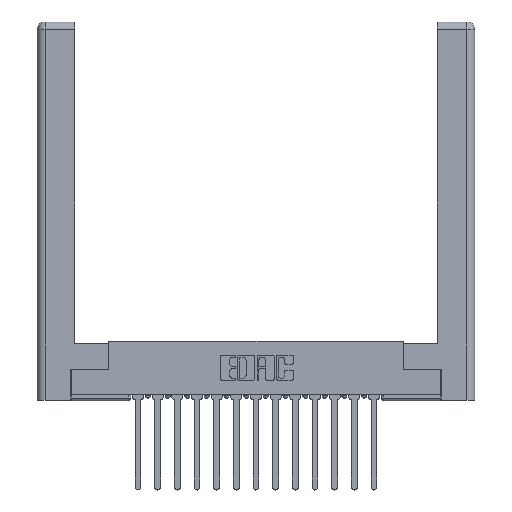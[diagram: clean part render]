
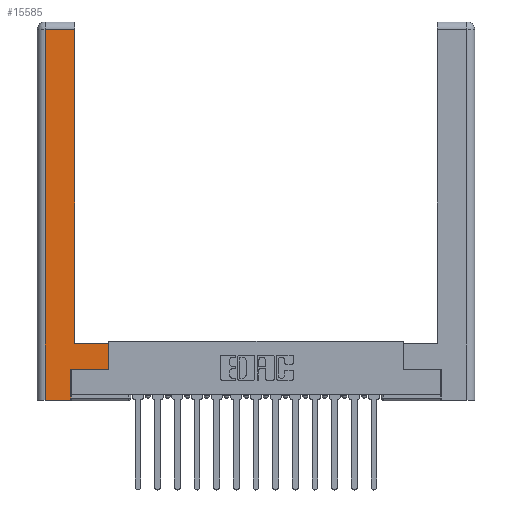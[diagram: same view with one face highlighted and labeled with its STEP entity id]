
A CAD part, top view. The second image highlights one B-rep face of the part: STEP entity #15585.
In plain terms, the highlighted planar face has unit normal (0, 0, 1).
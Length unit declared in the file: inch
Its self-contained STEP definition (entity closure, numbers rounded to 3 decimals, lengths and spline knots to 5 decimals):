
#37 = CARTESIAN_POINT ( 'NONE',  ( 0.295, 2.94, 0. ) ) ;
#38 = CARTESIAN_POINT ( 'NONE',  ( 0.565, 0.245, 0. ) ) ;
#153 = CARTESIAN_POINT ( 'NONE',  ( 0.0615, 2.94, 0. ) ) ;
#1148 = VECTOR ( 'NONE', #5672, 39.37008 ) ;
#1442 = EDGE_CURVE ( 'NONE', #6883, #15292, #12984, .T. ) ;
#1709 = DIRECTION ( 'NONE',  ( 0., 0., -1. ) ) ;
#1911 = CARTESIAN_POINT ( 'NONE',  ( 0.0615, 0., 0. ) ) ;
#2047 = DIRECTION ( 'NONE',  ( 1., 0., 0. ) ) ;
#2057 = CARTESIAN_POINT ( 'NONE',  ( 0.0615, 0., 0. ) ) ;
#2174 = CARTESIAN_POINT ( 'NONE',  ( 0.265, 0., 0. ) ) ;
#2977 = DIRECTION ( 'NONE',  ( -1., 0., 0. ) ) ;
#3823 = DIRECTION ( 'NONE',  ( 0., 1., 0. ) ) ;
#3889 = VERTEX_POINT ( 'NONE', #11202 ) ;
#3968 = VERTEX_POINT ( 'NONE', #153 ) ;
#4097 = LINE ( 'NONE', #1911, #4734 ) ;
#4421 = CARTESIAN_POINT ( 'NONE',  ( 0., 0., 0. ) ) ;
#4431 = DIRECTION ( 'NONE',  ( -1., 0., 0. ) ) ;
#4448 = LINE ( 'NONE', #7097, #13076 ) ;
#4734 = VECTOR ( 'NONE', #12945, 39.37008 ) ;
#4777 = CARTESIAN_POINT ( 'NONE',  ( 0.565, 0.45, 0. ) ) ;
#4849 = VERTEX_POINT ( 'NONE', #37 ) ;
#5499 = DIRECTION ( 'NONE',  ( 1., 0., 0. ) ) ;
#5672 = DIRECTION ( 'NONE',  ( -1., 0., 0. ) ) ;
#5913 = CARTESIAN_POINT ( 'NONE',  ( 0.565, 0.45, 0. ) ) ;
#6052 = LINE ( 'NONE', #7591, #11895 ) ;
#6072 = EDGE_CURVE ( 'NONE', #13333, #9992, #6052, .T. ) ;
#6130 = ORIENTED_EDGE ( 'NONE', *, *, #15745, .T. ) ;
#6677 = EDGE_LOOP ( 'NONE', ( #10504, #10803, #14127, #9300, #7335, #10286, #6130, #15349 ) ) ;
#6883 = VERTEX_POINT ( 'NONE', #5913 ) ;
#7097 = CARTESIAN_POINT ( 'NONE',  ( 0.0615, 2.94, 0. ) ) ;
#7335 = ORIENTED_EDGE ( 'NONE', *, *, #16548, .T. ) ;
#7591 = CARTESIAN_POINT ( 'NONE',  ( 0.265, 0., 0. ) ) ;
#7844 = CARTESIAN_POINT ( 'NONE',  ( 0.265, 0.245, 0. ) ) ;
#8178 = VECTOR ( 'NONE', #5499, 39.37008 ) ;
#8462 = LINE ( 'NONE', #13331, #14902 ) ;
#8832 = FACE_OUTER_BOUND ( 'NONE', #6677, .T. ) ;
#9300 = ORIENTED_EDGE ( 'NONE', *, *, #6072, .T. ) ;
#9446 = EDGE_CURVE ( 'NONE', #15292, #4849, #8462, .T. ) ;
#9719 = CARTESIAN_POINT ( 'NONE',  ( 0.295, 0.45, 0. ) ) ;
#9910 = LINE ( 'NONE', #4777, #10973 ) ;
#9992 = VERTEX_POINT ( 'NONE', #2174 ) ;
#10286 = ORIENTED_EDGE ( 'NONE', *, *, #16133, .T. ) ;
#10504 = ORIENTED_EDGE ( 'NONE', *, *, #9446, .T. ) ;
#10573 = EDGE_CURVE ( 'NONE', #3968, #13333, #4097, .T. ) ;
#10772 = VERTEX_POINT ( 'NONE', #14999 ) ;
#10803 = ORIENTED_EDGE ( 'NONE', *, *, #12622, .T. ) ;
#10973 = VECTOR ( 'NONE', #14391, 39.37008 ) ;
#11202 = CARTESIAN_POINT ( 'NONE',  ( 0.565, 0.245, 0. ) ) ;
#11895 = VECTOR ( 'NONE', #2047, 39.37008 ) ;
#12163 = CARTESIAN_POINT ( 'NONE',  ( 0.295, 0.45, 0. ) ) ;
#12622 = EDGE_CURVE ( 'NONE', #4849, #3968, #4448, .T. ) ;
#12945 = DIRECTION ( 'NONE',  ( 0., -1., 0. ) ) ;
#12984 = LINE ( 'NONE', #9719, #1148 ) ;
#13076 = VECTOR ( 'NONE', #4431, 39.37008 ) ;
#13331 = CARTESIAN_POINT ( 'NONE',  ( 0.295, 3., 0. ) ) ;
#13333 = VERTEX_POINT ( 'NONE', #2057 ) ;
#14044 = PLANE ( 'NONE',  #17739 ) ;
#14127 = ORIENTED_EDGE ( 'NONE', *, *, #10573, .T. ) ;
#14391 = DIRECTION ( 'NONE',  ( 0., 1., 0. ) ) ;
#14596 = LINE ( 'NONE', #38, #8178 ) ;
#14804 = VECTOR ( 'NONE', #17399, 39.37008 ) ;
#14902 = VECTOR ( 'NONE', #3823, 39.37008 ) ;
#14999 = CARTESIAN_POINT ( 'NONE',  ( 0.265, 0.245, 0. ) ) ;
#15292 = VERTEX_POINT ( 'NONE', #12163 ) ;
#15349 = ORIENTED_EDGE ( 'NONE', *, *, #1442, .T. ) ;
#15585 = ADVANCED_FACE ( 'NONE', ( #8832 ), #14044, .F. ) ;
#15745 = EDGE_CURVE ( 'NONE', #3889, #6883, #9910, .T. ) ;
#16133 = EDGE_CURVE ( 'NONE', #10772, #3889, #14596, .T. ) ;
#16294 = LINE ( 'NONE', #7844, #14804 ) ;
#16548 = EDGE_CURVE ( 'NONE', #9992, #10772, #16294, .T. ) ;
#17399 = DIRECTION ( 'NONE',  ( 0., 1., 0. ) ) ;
#17739 = AXIS2_PLACEMENT_3D ( 'NONE', #4421, #1709, #2977 ) ;
